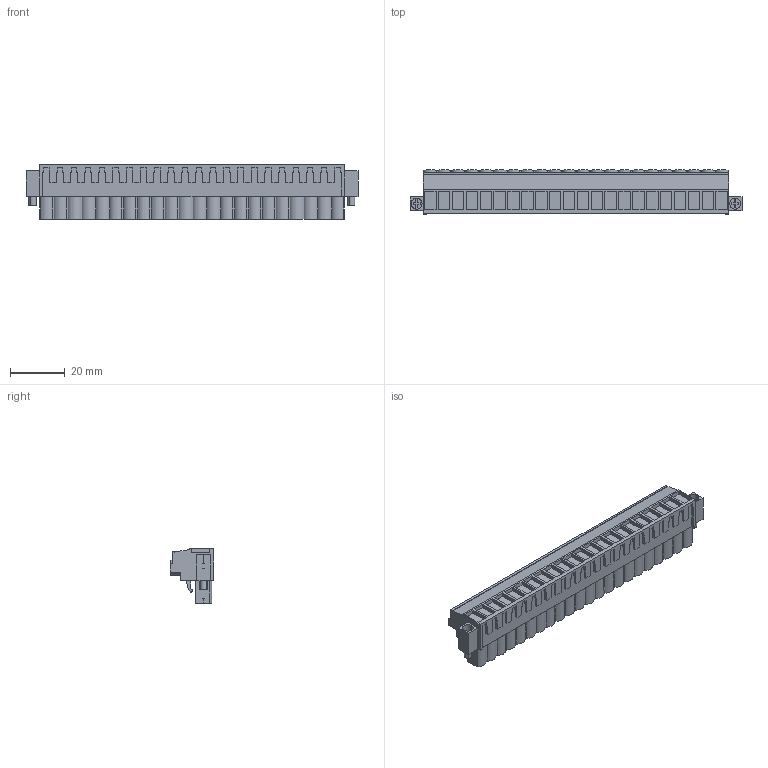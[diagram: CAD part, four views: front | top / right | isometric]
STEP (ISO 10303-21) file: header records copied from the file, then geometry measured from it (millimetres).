
FILE_DESCRIPTION(('CATIA V5 STEP','CAx-IF Rec.Pracs.--- Model Styling and Organization---1.2---2011-12-15'),'2;1');
FILE_NAME ('D1459931_0_1944290000_1944290000.stp','2017-05-22T09:58:13+00:00',('none'),('Weidmueller'),'CATIA Version 5-6 Release 2014','CATIA V5 STEP AP214','none');
FILE_SCHEMA(('AUTOMOTIVE_DESIGN { 1 0 10303 214 1 1 1 1 }'));
Length unit declared in the file: millimetre
Products named in the file (1): 1944290000
Bounding box: 121.56 x 16.1 x 20.05 mm (x, y, z)
Volume: 21177.7 mm3; surface area: 13591.6 mm2
Topology: 25 solids, 25 shells, 1508 faces, 4257 edges, 2892 vertices
Faces by surface type: plane 1286, cylinder 222
Entity records: 44550 total; most frequent: ORIENTED_EDGE 8514, CARTESIAN_POINT 7978, DIRECTION 5913, EDGE_CURVE 4257, VECTOR 3717, LINE 3717, VERTEX_POINT 2892, EDGE_LOOP 1605
